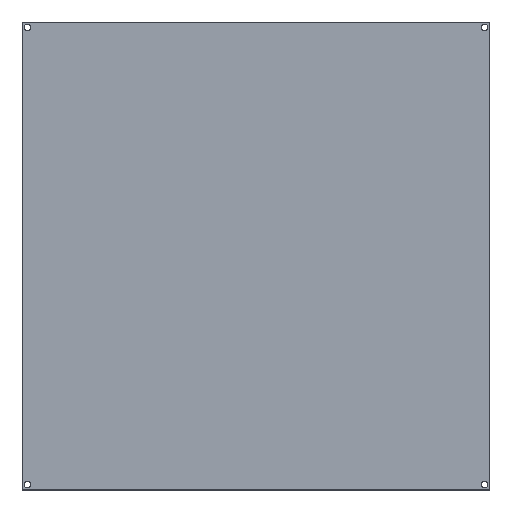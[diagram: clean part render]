
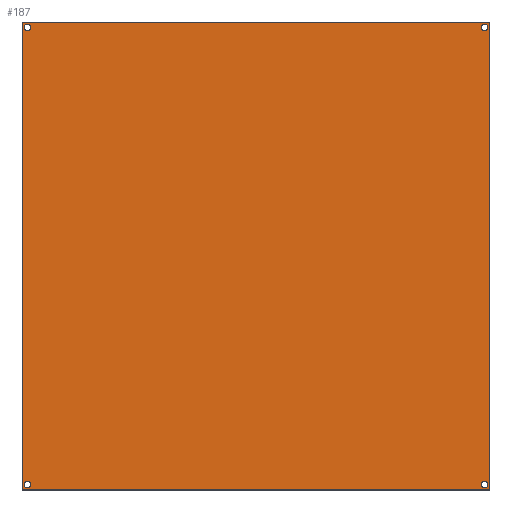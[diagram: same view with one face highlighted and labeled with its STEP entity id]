
A CAD part, top view. The second image highlights one B-rep face of the part: STEP entity #187.
In plain terms, the highlighted planar face has unit normal (0, 0, 1).
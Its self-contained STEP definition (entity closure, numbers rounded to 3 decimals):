
#2 = CIRCLE ( 'NONE', #389, 1.5 ) ;
#3 = VERTEX_POINT ( 'NONE', #157 ) ;
#4 = CARTESIAN_POINT ( 'NONE',  ( 107., 107., 1.575 ) ) ;
#11 = DIRECTION ( 'NONE',  ( 0., 0., -1. ) ) ;
#13 = DIRECTION ( 'NONE',  ( 0., 0., -1. ) ) ;
#21 = DIRECTION ( 'NONE',  ( 0., 0., -1. ) ) ;
#32 = VERTEX_POINT ( 'NONE', #4 ) ;
#33 = EDGE_LOOP ( 'NONE', ( #435, #441 ) ) ;
#35 = DIRECTION ( 'NONE',  ( 0., 0., -1. ) ) ;
#42 = CIRCLE ( 'NONE', #378, 1.5 ) ;
#44 = DIRECTION ( 'NONE',  ( 1., 0., 0. ) ) ;
#46 = EDGE_CURVE ( 'NONE', #359, #3, #42, .T. ) ;
#50 = ORIENTED_EDGE ( 'NONE', *, *, #105, .T. ) ;
#55 = VECTOR ( 'NONE', #260, 1000. ) ;
#60 = CARTESIAN_POINT ( 'NONE',  ( -106., 104.5, 1.575 ) ) ;
#61 = DIRECTION ( 'NONE',  ( 0., 0., -1. ) ) ;
#68 = EDGE_LOOP ( 'NONE', ( #258, #201 ) ) ;
#74 = LINE ( 'NONE', #491, #372 ) ;
#84 = DIRECTION ( 'NONE',  ( 0., -1., 0. ) ) ;
#85 = DIRECTION ( 'NONE',  ( 1., 0., 0. ) ) ;
#97 = VERTEX_POINT ( 'NONE', #237 ) ;
#103 = FACE_BOUND ( 'NONE', #499, .T. ) ;
#105 = EDGE_CURVE ( 'NONE', #275, #97, #2, .T. ) ;
#116 = EDGE_CURVE ( 'NONE', #97, #275, #224, .T. ) ;
#131 = DIRECTION ( 'NONE',  ( 1., 0., 0. ) ) ;
#132 = EDGE_CURVE ( 'NONE', #3, #359, #505, .T. ) ;
#137 = EDGE_LOOP ( 'NONE', ( #214, #367, #352, #465 ) ) ;
#140 = DIRECTION ( 'NONE',  ( 1., 0., 0. ) ) ;
#144 = AXIS2_PLACEMENT_3D ( 'NONE', #208, #369, #408 ) ;
#153 = CARTESIAN_POINT ( 'NONE',  ( -104.5, 104.5, 1.575 ) ) ;
#157 = CARTESIAN_POINT ( 'NONE',  ( 106., 104.5, 1.575 ) ) ;
#164 = DIRECTION ( 'NONE',  ( 1., 0., 0. ) ) ;
#172 = CARTESIAN_POINT ( 'NONE',  ( 104.5, -104.5, 1.575 ) ) ;
#179 = EDGE_CURVE ( 'NONE', #32, #412, #328, .T. ) ;
#180 = DIRECTION ( 'NONE',  ( -1., 0., 0. ) ) ;
#185 = AXIS2_PLACEMENT_3D ( 'NONE', #364, #276, #205 ) ;
#187 = ADVANCED_FACE ( 'NONE', ( #429, #418, #103, #395, #490 ), #368, .T. ) ;
#193 = EDGE_CURVE ( 'NONE', #374, #327, #261, .T. ) ;
#197 = CARTESIAN_POINT ( 'NONE',  ( 104.5, 104.5, 1.575 ) ) ;
#201 = ORIENTED_EDGE ( 'NONE', *, *, #403, .T. ) ;
#205 = DIRECTION ( 'NONE',  ( 1., 0., 0. ) ) ;
#208 = CARTESIAN_POINT ( 'NONE',  ( -104.5, 104.5, 1.575 ) ) ;
#214 = ORIENTED_EDGE ( 'NONE', *, *, #227, .F. ) ;
#215 = CARTESIAN_POINT ( 'NONE',  ( -104.5, -104.5, 1.575 ) ) ;
#217 = ORIENTED_EDGE ( 'NONE', *, *, #132, .T. ) ;
#224 = CIRCLE ( 'NONE', #185, 1.5 ) ;
#227 = EDGE_CURVE ( 'NONE', #485, #380, #274, .T. ) ;
#231 = VECTOR ( 'NONE', #84, 1000. ) ;
#237 = CARTESIAN_POINT ( 'NONE',  ( 106., -104.5, 1.575 ) ) ;
#242 = CIRCLE ( 'NONE', #467, 1.5 ) ;
#246 = CARTESIAN_POINT ( 'NONE',  ( -103., -104.5, 1.575 ) ) ;
#247 = CARTESIAN_POINT ( 'NONE',  ( 103., 104.5, 1.575 ) ) ;
#248 = CARTESIAN_POINT ( 'NONE',  ( -104.5, -104.5, 1.575 ) ) ;
#255 = DIRECTION ( 'NONE',  ( 1., 0., 0. ) ) ;
#258 = ORIENTED_EDGE ( 'NONE', *, *, #347, .T. ) ;
#260 = DIRECTION ( 'NONE',  ( 0., 1., 0. ) ) ;
#261 = CIRCLE ( 'NONE', #488, 1.5 ) ;
#274 = LINE ( 'NONE', #501, #55 ) ;
#275 = VERTEX_POINT ( 'NONE', #338 ) ;
#276 = DIRECTION ( 'NONE',  ( 0., 0., -1. ) ) ;
#279 = DIRECTION ( 'NONE',  ( 1., 0., 0. ) ) ;
#282 = CARTESIAN_POINT ( 'NONE',  ( 104.5, 104.5, 1.575 ) ) ;
#283 = CARTESIAN_POINT ( 'NONE',  ( -106., -104.5, 1.575 ) ) ;
#284 = CARTESIAN_POINT ( 'NONE',  ( -103., 104.5, 1.575 ) ) ;
#300 = ORIENTED_EDGE ( 'NONE', *, *, #46, .T. ) ;
#301 = ORIENTED_EDGE ( 'NONE', *, *, #116, .T. ) ;
#303 = EDGE_CURVE ( 'NONE', #327, #374, #350, .T. ) ;
#308 = CARTESIAN_POINT ( 'NONE',  ( 107., 107., 1.575 ) ) ;
#322 = VERTEX_POINT ( 'NONE', #246 ) ;
#327 = VERTEX_POINT ( 'NONE', #60 ) ;
#328 = LINE ( 'NONE', #308, #231 ) ;
#333 = CARTESIAN_POINT ( 'NONE',  ( -107., -107., 1.575 ) ) ;
#338 = CARTESIAN_POINT ( 'NONE',  ( 103., -104.5, 1.575 ) ) ;
#347 = EDGE_CURVE ( 'NONE', #322, #399, #242, .T. ) ;
#348 = DIRECTION ( 'NONE',  ( 0., 0., -1. ) ) ;
#350 = CIRCLE ( 'NONE', #144, 1.5 ) ;
#351 = EDGE_LOOP ( 'NONE', ( #301, #50 ) ) ;
#352 = ORIENTED_EDGE ( 'NONE', *, *, #179, .F. ) ;
#357 = DIRECTION ( 'NONE',  ( 0., 0., 1. ) ) ;
#359 = VERTEX_POINT ( 'NONE', #247 ) ;
#364 = CARTESIAN_POINT ( 'NONE',  ( 104.5, -104.5, 1.575 ) ) ;
#365 = CARTESIAN_POINT ( 'NONE',  ( -107., 107., 1.575 ) ) ;
#367 = ORIENTED_EDGE ( 'NONE', *, *, #430, .F. ) ;
#368 = PLANE ( 'NONE',  #480 ) ;
#369 = DIRECTION ( 'NONE',  ( 0., 0., -1. ) ) ;
#371 = DIRECTION ( 'NONE',  ( 1., 0., 0. ) ) ;
#372 = VECTOR ( 'NONE', #180, 1000. ) ;
#374 = VERTEX_POINT ( 'NONE', #284 ) ;
#378 = AXIS2_PLACEMENT_3D ( 'NONE', #197, #348, #44 ) ;
#380 = VERTEX_POINT ( 'NONE', #365 ) ;
#388 = AXIS2_PLACEMENT_3D ( 'NONE', #248, #61, #131 ) ;
#389 = AXIS2_PLACEMENT_3D ( 'NONE', #172, #13, #85 ) ;
#395 = FACE_BOUND ( 'NONE', #33, .T. ) ;
#399 = VERTEX_POINT ( 'NONE', #283 ) ;
#403 = EDGE_CURVE ( 'NONE', #399, #322, #440, .T. ) ;
#405 = CARTESIAN_POINT ( 'NONE',  ( 107., -107., 1.575 ) ) ;
#408 = DIRECTION ( 'NONE',  ( 1., 0., 0. ) ) ;
#412 = VERTEX_POINT ( 'NONE', #405 ) ;
#415 = AXIS2_PLACEMENT_3D ( 'NONE', #282, #11, #279 ) ;
#418 = FACE_BOUND ( 'NONE', #68, .T. ) ;
#429 = FACE_BOUND ( 'NONE', #351, .T. ) ;
#430 = EDGE_CURVE ( 'NONE', #412, #485, #74, .T. ) ;
#433 = VECTOR ( 'NONE', #255, 1000. ) ;
#435 = ORIENTED_EDGE ( 'NONE', *, *, #193, .T. ) ;
#440 = CIRCLE ( 'NONE', #388, 1.5 ) ;
#441 = ORIENTED_EDGE ( 'NONE', *, *, #303, .T. ) ;
#448 = LINE ( 'NONE', #461, #433 ) ;
#450 = CARTESIAN_POINT ( 'NONE',  ( 0., 0., 1.575 ) ) ;
#461 = CARTESIAN_POINT ( 'NONE',  ( -107., 107., 1.575 ) ) ;
#465 = ORIENTED_EDGE ( 'NONE', *, *, #502, .F. ) ;
#467 = AXIS2_PLACEMENT_3D ( 'NONE', #215, #21, #371 ) ;
#480 = AXIS2_PLACEMENT_3D ( 'NONE', #450, #357, #164 ) ;
#485 = VERTEX_POINT ( 'NONE', #333 ) ;
#488 = AXIS2_PLACEMENT_3D ( 'NONE', #153, #35, #140 ) ;
#490 = FACE_OUTER_BOUND ( 'NONE', #137, .T. ) ;
#491 = CARTESIAN_POINT ( 'NONE',  ( 107., -107., 1.575 ) ) ;
#499 = EDGE_LOOP ( 'NONE', ( #217, #300 ) ) ;
#501 = CARTESIAN_POINT ( 'NONE',  ( -107., -107., 1.575 ) ) ;
#502 = EDGE_CURVE ( 'NONE', #380, #32, #448, .T. ) ;
#505 = CIRCLE ( 'NONE', #415, 1.5 ) ;
